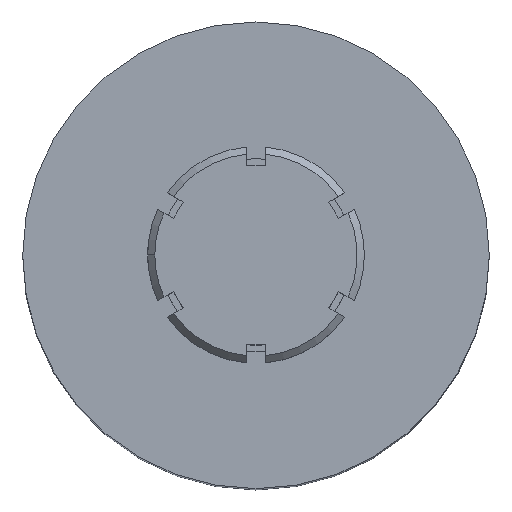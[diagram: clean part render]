
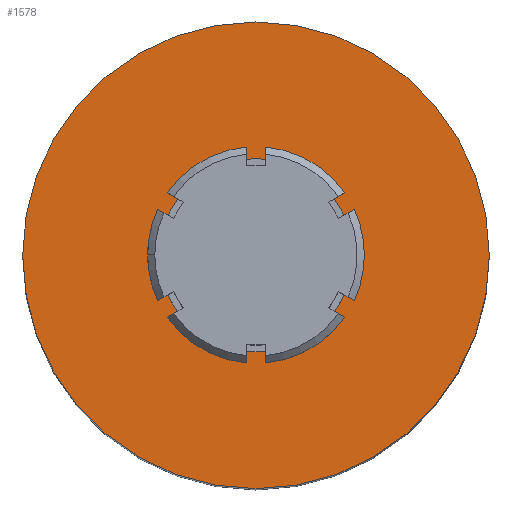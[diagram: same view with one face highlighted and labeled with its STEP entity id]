
A CAD part, top view. The second image highlights one B-rep face of the part: STEP entity #1578.
In plain terms, the highlighted planar face has unit normal (0, 0, 1).
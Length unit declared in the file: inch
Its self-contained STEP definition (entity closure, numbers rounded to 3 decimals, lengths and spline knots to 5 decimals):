
#228 = VERTEX_POINT ( 'NONE', #431 ) ;
#235 = DIRECTION ( 'NONE',  ( 1., 0., 0. ) ) ;
#241 = DIRECTION ( 'NONE',  ( 1., 0., 0. ) ) ;
#292 = DIRECTION ( 'NONE',  ( 1., 0., 0. ) ) ;
#338 = DIRECTION ( 'NONE',  ( 1., 0., 0. ) ) ;
#431 = CARTESIAN_POINT ( 'NONE',  ( 0.0405, 0., -0.087 ) ) ;
#435 = DIRECTION ( 'NONE',  ( 0., 0., -1. ) ) ;
#511 = CARTESIAN_POINT ( 'NONE',  ( 0., 0., -0.087 ) ) ;
#546 = ORIENTED_EDGE ( 'NONE', *, *, #1112, .F. ) ;
#772 = DIRECTION ( 'NONE',  ( -1., 0., 0. ) ) ;
#774 = EDGE_LOOP ( 'NONE', ( #1309, #546 ) ) ;
#904 = ORIENTED_EDGE ( 'NONE', *, *, #1848, .F. ) ;
#935 = FACE_OUTER_BOUND ( 'NONE', #774, .T. ) ;
#993 = PLANE ( 'NONE',  #1896 ) ;
#1020 = CIRCLE ( 'NONE', #2180, 0.0405 ) ;
#1022 = DIRECTION ( 'NONE',  ( 0., 0., 1. ) ) ;
#1034 = CARTESIAN_POINT ( 'NONE',  ( -0.098, 0., -0.087 ) ) ;
#1075 = CIRCLE ( 'NONE', #1219, 0.098 ) ;
#1098 = VERTEX_POINT ( 'NONE', #1780 ) ;
#1112 = EDGE_CURVE ( 'NONE', #2210, #1098, #1761, .T. ) ;
#1141 = CARTESIAN_POINT ( 'NONE',  ( 0., 0., -0.087 ) ) ;
#1159 = EDGE_LOOP ( 'NONE', ( #1941, #904 ) ) ;
#1219 = AXIS2_PLACEMENT_3D ( 'NONE', #1141, #1838, #292 ) ;
#1224 = CARTESIAN_POINT ( 'NONE',  ( 0., 0., -0.087 ) ) ;
#1247 = EDGE_CURVE ( 'NONE', #1098, #2210, #1075, .T. ) ;
#1255 = CARTESIAN_POINT ( 'NONE',  ( 0., 0., -0.087 ) ) ;
#1287 = FACE_BOUND ( 'NONE', #1159, .T. ) ;
#1309 = ORIENTED_EDGE ( 'NONE', *, *, #1247, .F. ) ;
#1368 = CIRCLE ( 'NONE', #1473, 0.0405 ) ;
#1473 = AXIS2_PLACEMENT_3D ( 'NONE', #1255, #1949, #235 ) ;
#1578 = ADVANCED_FACE ( 'NONE', ( #935, #1287 ), #993, .F. ) ;
#1626 = CARTESIAN_POINT ( 'NONE',  ( 0., 0.07173, -0.087 ) ) ;
#1761 = CIRCLE ( 'NONE', #1835, 0.098 ) ;
#1780 = CARTESIAN_POINT ( 'NONE',  ( 0.098, 0., -0.087 ) ) ;
#1835 = AXIS2_PLACEMENT_3D ( 'NONE', #1224, #1921, #241 ) ;
#1838 = DIRECTION ( 'NONE',  ( 0., 0., -1. ) ) ;
#1848 = EDGE_CURVE ( 'NONE', #228, #1912, #1368, .T. ) ;
#1896 = AXIS2_PLACEMENT_3D ( 'NONE', #1626, #435, #772 ) ;
#1912 = VERTEX_POINT ( 'NONE', #2104 ) ;
#1921 = DIRECTION ( 'NONE',  ( 0., 0., -1. ) ) ;
#1941 = ORIENTED_EDGE ( 'NONE', *, *, #2191, .F. ) ;
#1949 = DIRECTION ( 'NONE',  ( 0., 0., 1. ) ) ;
#2104 = CARTESIAN_POINT ( 'NONE',  ( -0.0405, 0., -0.087 ) ) ;
#2180 = AXIS2_PLACEMENT_3D ( 'NONE', #511, #1022, #338 ) ;
#2191 = EDGE_CURVE ( 'NONE', #1912, #228, #1020, .T. ) ;
#2210 = VERTEX_POINT ( 'NONE', #1034 ) ;
